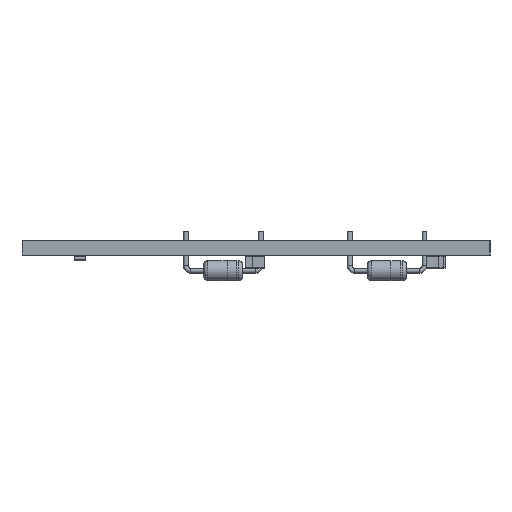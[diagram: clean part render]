
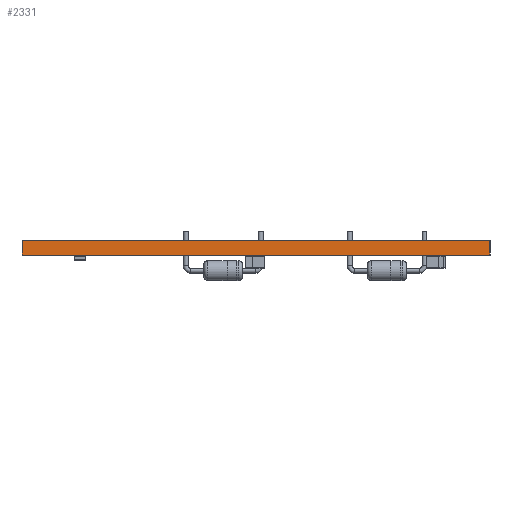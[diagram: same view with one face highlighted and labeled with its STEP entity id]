
A CAD part, left-side view. The second image highlights one B-rep face of the part: STEP entity #2331.
In plain terms, the highlighted planar face has unit normal (-1, 0, 0).
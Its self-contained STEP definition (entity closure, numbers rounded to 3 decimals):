
#2275 = VERTEX_POINT('',#2276);
#2276 = CARTESIAN_POINT('',(102.394,-100.013,1.51));
#2282 = EDGE_CURVE('',#2283,#2275,#2285,.T.);
#2283 = VERTEX_POINT('',#2284);
#2284 = CARTESIAN_POINT('',(102.394,-100.013,0.));
#2285 = LINE('',#2286,#2287);
#2286 = CARTESIAN_POINT('',(102.394,-100.013,0.));
#2287 = VECTOR('',#2288,1.);
#2288 = DIRECTION('',(0.,0.,1.));
#2331 = ADVANCED_FACE('',(#2332),#2357,.T.);
#2332 = FACE_BOUND('',#2333,.T.);
#2333 = EDGE_LOOP('',(#2334,#2335,#2343,#2351));
#2334 = ORIENTED_EDGE('',*,*,#2282,.T.);
#2335 = ORIENTED_EDGE('',*,*,#2336,.T.);
#2336 = EDGE_CURVE('',#2275,#2337,#2339,.T.);
#2337 = VERTEX_POINT('',#2338);
#2338 = CARTESIAN_POINT('',(102.394,-52.388,1.51));
#2339 = LINE('',#2340,#2341);
#2340 = CARTESIAN_POINT('',(102.394,-100.013,1.51));
#2341 = VECTOR('',#2342,1.);
#2342 = DIRECTION('',(0.,1.,0.));
#2343 = ORIENTED_EDGE('',*,*,#2344,.F.);
#2344 = EDGE_CURVE('',#2345,#2337,#2347,.T.);
#2345 = VERTEX_POINT('',#2346);
#2346 = CARTESIAN_POINT('',(102.394,-52.388,0.));
#2347 = LINE('',#2348,#2349);
#2348 = CARTESIAN_POINT('',(102.394,-52.388,0.));
#2349 = VECTOR('',#2350,1.);
#2350 = DIRECTION('',(0.,0.,1.));
#2351 = ORIENTED_EDGE('',*,*,#2352,.F.);
#2352 = EDGE_CURVE('',#2283,#2345,#2353,.T.);
#2353 = LINE('',#2354,#2355);
#2354 = CARTESIAN_POINT('',(102.394,-100.013,0.));
#2355 = VECTOR('',#2356,1.);
#2356 = DIRECTION('',(0.,1.,0.));
#2357 = PLANE('',#2358);
#2358 = AXIS2_PLACEMENT_3D('',#2359,#2360,#2361);
#2359 = CARTESIAN_POINT('',(102.394,-100.013,0.));
#2360 = DIRECTION('',(-1.,0.,0.));
#2361 = DIRECTION('',(0.,1.,0.));
